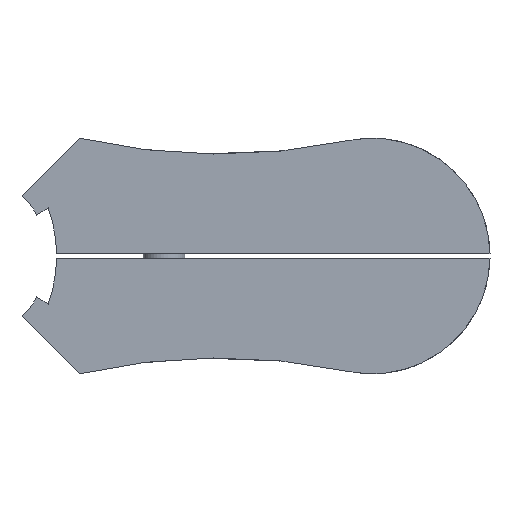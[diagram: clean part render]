
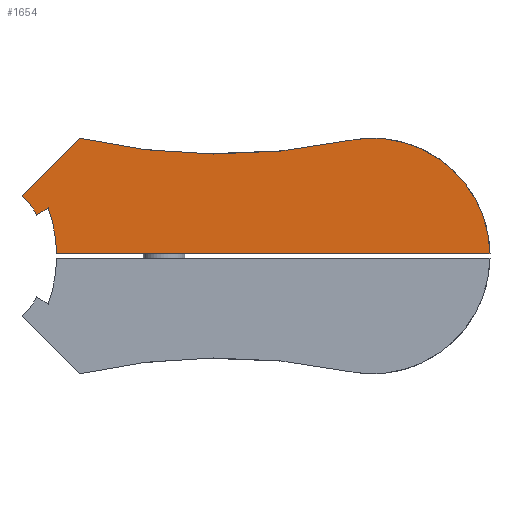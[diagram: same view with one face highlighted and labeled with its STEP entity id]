
A CAD part, front view. The second image highlights one B-rep face of the part: STEP entity #1654.
In plain terms, the highlighted planar face has unit normal (0, -1, 0).
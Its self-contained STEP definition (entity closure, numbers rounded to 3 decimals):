
#150=FACE_OUTER_BOUND('',#249,.T.);
#249=EDGE_LOOP('',(#1095,#1096,#1097,#1098,#1099,#1100,#1101));
#358=CIRCLE('',#1760,12.35);
#359=CIRCLE('',#1761,20.);
#360=CIRCLE('',#1762,17.);
#361=CIRCLE('',#1763,90.);
#418=LINE('',#2424,#546);
#419=LINE('',#2428,#547);
#420=LINE('',#2432,#548);
#546=VECTOR('',#1941,11.633);
#547=VECTOR('',#1944,1.91);
#548=VECTOR('',#1947,62.5);
#674=VERTEX_POINT('',#2422);
#675=VERTEX_POINT('',#2423);
#676=VERTEX_POINT('',#2425);
#677=VERTEX_POINT('',#2427);
#678=VERTEX_POINT('',#2429);
#679=VERTEX_POINT('',#2431);
#680=VERTEX_POINT('',#2433);
#841=EDGE_CURVE('',#674,#675,#418,.T.);
#842=EDGE_CURVE('',#676,#674,#358,.T.);
#843=EDGE_CURVE('',#677,#676,#419,.T.);
#844=EDGE_CURVE('',#678,#677,#359,.T.);
#845=EDGE_CURVE('',#678,#679,#420,.T.);
#846=EDGE_CURVE('',#680,#679,#360,.T.);
#847=EDGE_CURVE('',#675,#680,#361,.T.);
#1095=ORIENTED_EDGE('',*,*,#841,.F.);
#1096=ORIENTED_EDGE('',*,*,#842,.F.);
#1097=ORIENTED_EDGE('',*,*,#843,.F.);
#1098=ORIENTED_EDGE('',*,*,#844,.F.);
#1099=ORIENTED_EDGE('',*,*,#845,.T.);
#1100=ORIENTED_EDGE('',*,*,#846,.F.);
#1101=ORIENTED_EDGE('',*,*,#847,.F.);
#1603=PLANE('',#1759);
#1654=ADVANCED_FACE('',(#150),#1603,.T.);
#1759=AXIS2_PLACEMENT_3D('',#2421,#1939,#1940);
#1760=AXIS2_PLACEMENT_3D('',#2426,#1942,#1943);
#1761=AXIS2_PLACEMENT_3D('',#2430,#1945,#1946);
#1762=AXIS2_PLACEMENT_3D('',#2434,#1948,#1949);
#1763=AXIS2_PLACEMENT_3D('',#2435,#1950,#1951);
#1939=DIRECTION('center_axis',(0.,-1.,0.));
#1940=DIRECTION('ref_axis',(1.,0.,0.));
#1941=DIRECTION('',(0.707,0.,0.707));
#1942=DIRECTION('center_axis',(0.,-1.,0.));
#1943=DIRECTION('ref_axis',(0.879,0.,0.478));
#1944=DIRECTION('',(-0.835,0.,-0.55));
#1945=DIRECTION('center_axis',(0.,-1.,0.));
#1946=DIRECTION('ref_axis',(1.,0.,0.015));
#1947=DIRECTION('',(1.,0.,0.));
#1948=DIRECTION('center_axis',(0.,1.,0.));
#1949=DIRECTION('ref_axis',(-0.206,0.,0.979));
#1950=DIRECTION('center_axis',(0.,-1.,0.));
#1951=DIRECTION('ref_axis',(-0.225,0.,-0.974));
#2421=CARTESIAN_POINT('Origin',(0.,0.,0.));
#2422=CARTESIAN_POINT('',(-50.5,0.,8.774));
#2423=CARTESIAN_POINT('',(-42.274,0.,17.));
#2424=CARTESIAN_POINT('',(-50.5,0.,8.774));
#2425=CARTESIAN_POINT('',(-48.342,0.,5.9));
#2426=CARTESIAN_POINT('Origin',(-59.191,0.,0.));
#2427=CARTESIAN_POINT('',(-46.746,0.,6.95));
#2428=CARTESIAN_POINT('',(-46.746,0.,6.95));
#2429=CARTESIAN_POINT('',(-45.502,0.,0.3));
#2430=CARTESIAN_POINT('Origin',(-65.5,0.,0.));
#2431=CARTESIAN_POINT('',(16.997,0.,0.3));
#2432=CARTESIAN_POINT('',(-45.502,0.,0.3));
#2433=CARTESIAN_POINT('',(-3.505,0.,16.635));
#2434=CARTESIAN_POINT('Origin',(0.,0.,0.));
#2435=CARTESIAN_POINT('Origin',(-22.061,0.,104.701));
